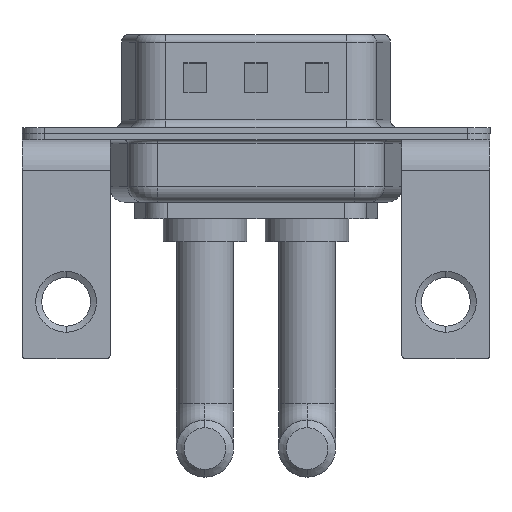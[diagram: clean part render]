
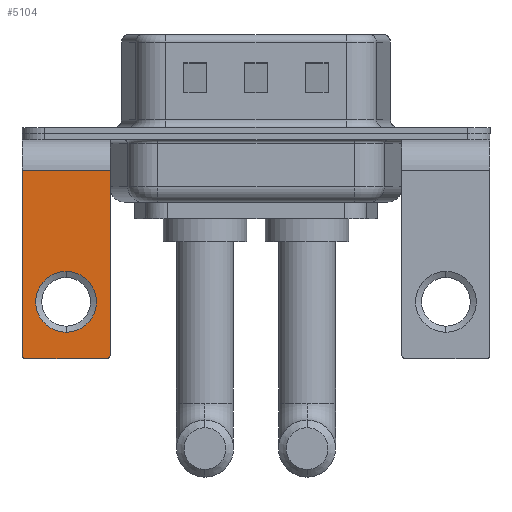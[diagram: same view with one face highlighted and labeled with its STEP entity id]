
A CAD part, front view. The second image highlights one B-rep face of the part: STEP entity #5104.
In plain terms, the highlighted planar face has unit normal (0, -1, 0).
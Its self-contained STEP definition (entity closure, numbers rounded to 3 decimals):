
#769 = EDGE_CURVE ( 'NONE', #13912, #9182, #3536, .T. ) ;
#1203 = DIRECTION ( 'NONE',  ( 0., 0., 1. ) ) ;
#1304 = FACE_BOUND ( 'NONE', #2514, .T. ) ;
#1333 = EDGE_CURVE ( 'NONE', #9627, #13912, #4799, .T. ) ;
#1399 = CARTESIAN_POINT ( 'NONE',  ( -2.9, -6.25, -2.4 ) ) ;
#1433 = ORIENTED_EDGE ( 'NONE', *, *, #7947, .T. ) ;
#2114 = CARTESIAN_POINT ( 'NONE',  ( 2.9, -6.25, -2.4 ) ) ;
#2180 = AXIS2_PLACEMENT_3D ( 'NONE', #2114, #3551, #5666 ) ;
#2205 = VERTEX_POINT ( 'NONE', #2454 ) ;
#2349 = CARTESIAN_POINT ( 'NONE',  ( -2.9, -6.25, -2.4 ) ) ;
#2393 = CARTESIAN_POINT ( 'NONE',  ( 0., -6.25, -11.07 ) ) ;
#2425 = EDGE_CURVE ( 'NONE', #3014, #9627, #9033, .T. ) ;
#2454 = CARTESIAN_POINT ( 'NONE',  ( 2.65, -6.25, -14.8 ) ) ;
#2514 = EDGE_LOOP ( 'NONE', ( #1433, #9671 ) ) ;
#2741 = DIRECTION ( 'NONE',  ( 0., 0., 1. ) ) ;
#2890 = CARTESIAN_POINT ( 'NONE',  ( 0., -6.25, -11.07 ) ) ;
#3014 = VERTEX_POINT ( 'NONE', #8341 ) ;
#3536 = CIRCLE ( 'NONE', #7370, 0.25 ) ;
#3549 = DIRECTION ( 'NONE',  ( 0., 0., 1. ) ) ;
#3551 = DIRECTION ( 'NONE',  ( 0., 1., 0. ) ) ;
#3583 = DIRECTION ( 'NONE',  ( 0., 0., -1. ) ) ;
#3718 = VECTOR ( 'NONE', #14247, 1000. ) ;
#3743 = CARTESIAN_POINT ( 'NONE',  ( 0., -6.25, -9.07 ) ) ;
#4786 = FACE_OUTER_BOUND ( 'NONE', #13068, .T. ) ;
#4799 = LINE ( 'NONE', #1399, #3718 ) ;
#5104 = ADVANCED_FACE ( 'NONE', ( #1304, #4786 ), #11908, .F. ) ;
#5384 = EDGE_CURVE ( 'NONE', #2205, #9182, #8646, .T. ) ;
#5666 = DIRECTION ( 'NONE',  ( 0., 0., 1. ) ) ;
#5822 = CARTESIAN_POINT ( 'NONE',  ( -2.9, -6.25, -14.55 ) ) ;
#6218 = EDGE_CURVE ( 'NONE', #8436, #14673, #7893, .T. ) ;
#6551 = DIRECTION ( 'NONE',  ( -1., 0., 0. ) ) ;
#7370 = AXIS2_PLACEMENT_3D ( 'NONE', #14084, #14160, #3549 ) ;
#7398 = CARTESIAN_POINT ( 'NONE',  ( 2.9, -6.25, -14.55 ) ) ;
#7680 = CIRCLE ( 'NONE', #10876, 0.25 ) ;
#7723 = CARTESIAN_POINT ( 'NONE',  ( 2.9, -6.25, -14.8 ) ) ;
#7842 = VECTOR ( 'NONE', #11188, 1000. ) ;
#7893 = CIRCLE ( 'NONE', #13326, 2. ) ;
#7947 = EDGE_CURVE ( 'NONE', #14673, #8436, #12363, .T. ) ;
#8341 = CARTESIAN_POINT ( 'NONE',  ( 2.9, -6.25, -2.4 ) ) ;
#8436 = VERTEX_POINT ( 'NONE', #3743 ) ;
#8456 = DIRECTION ( 'NONE',  ( 0., 1., 0. ) ) ;
#8646 = LINE ( 'NONE', #7723, #14307 ) ;
#8680 = EDGE_CURVE ( 'NONE', #2205, #9161, #7680, .T. ) ;
#8813 = CARTESIAN_POINT ( 'NONE',  ( 0., -6.25, -13.07 ) ) ;
#9033 = LINE ( 'NONE', #10175, #7842 ) ;
#9161 = VERTEX_POINT ( 'NONE', #7398 ) ;
#9182 = VERTEX_POINT ( 'NONE', #9877 ) ;
#9384 = LINE ( 'NONE', #10690, #14895 ) ;
#9627 = VERTEX_POINT ( 'NONE', #2349 ) ;
#9629 = DIRECTION ( 'NONE',  ( 0., -1., 0. ) ) ;
#9671 = ORIENTED_EDGE ( 'NONE', *, *, #6218, .T. ) ;
#9683 = EDGE_CURVE ( 'NONE', #3014, #9161, #9384, .T. ) ;
#9733 = ORIENTED_EDGE ( 'NONE', *, *, #9683, .F. ) ;
#9877 = CARTESIAN_POINT ( 'NONE',  ( -2.65, -6.25, -14.8 ) ) ;
#10175 = CARTESIAN_POINT ( 'NONE',  ( 2.9, -6.25, -2.4 ) ) ;
#10259 = ORIENTED_EDGE ( 'NONE', *, *, #769, .T. ) ;
#10690 = CARTESIAN_POINT ( 'NONE',  ( 2.9, -6.25, -2.4 ) ) ;
#10876 = AXIS2_PLACEMENT_3D ( 'NONE', #12903, #9629, #1203 ) ;
#11188 = DIRECTION ( 'NONE',  ( -1., 0., 0. ) ) ;
#11771 = ORIENTED_EDGE ( 'NONE', *, *, #1333, .T. ) ;
#11908 = PLANE ( 'NONE',  #2180 ) ;
#12282 = DIRECTION ( 'NONE',  ( 0., 1., 0. ) ) ;
#12363 = CIRCLE ( 'NONE', #12615, 2. ) ;
#12615 = AXIS2_PLACEMENT_3D ( 'NONE', #2393, #12282, #14772 ) ;
#12903 = CARTESIAN_POINT ( 'NONE',  ( 2.65, -6.25, -14.55 ) ) ;
#13068 = EDGE_LOOP ( 'NONE', ( #11771, #10259, #14212, #13396, #9733, #14537 ) ) ;
#13326 = AXIS2_PLACEMENT_3D ( 'NONE', #2890, #8456, #2741 ) ;
#13396 = ORIENTED_EDGE ( 'NONE', *, *, #8680, .T. ) ;
#13912 = VERTEX_POINT ( 'NONE', #5822 ) ;
#14084 = CARTESIAN_POINT ( 'NONE',  ( -2.65, -6.25, -14.55 ) ) ;
#14160 = DIRECTION ( 'NONE',  ( 0., -1., 0. ) ) ;
#14212 = ORIENTED_EDGE ( 'NONE', *, *, #5384, .F. ) ;
#14247 = DIRECTION ( 'NONE',  ( 0., 0., -1. ) ) ;
#14307 = VECTOR ( 'NONE', #6551, 1000. ) ;
#14537 = ORIENTED_EDGE ( 'NONE', *, *, #2425, .T. ) ;
#14673 = VERTEX_POINT ( 'NONE', #8813 ) ;
#14772 = DIRECTION ( 'NONE',  ( 0., 0., 1. ) ) ;
#14895 = VECTOR ( 'NONE', #3583, 1000. ) ;
